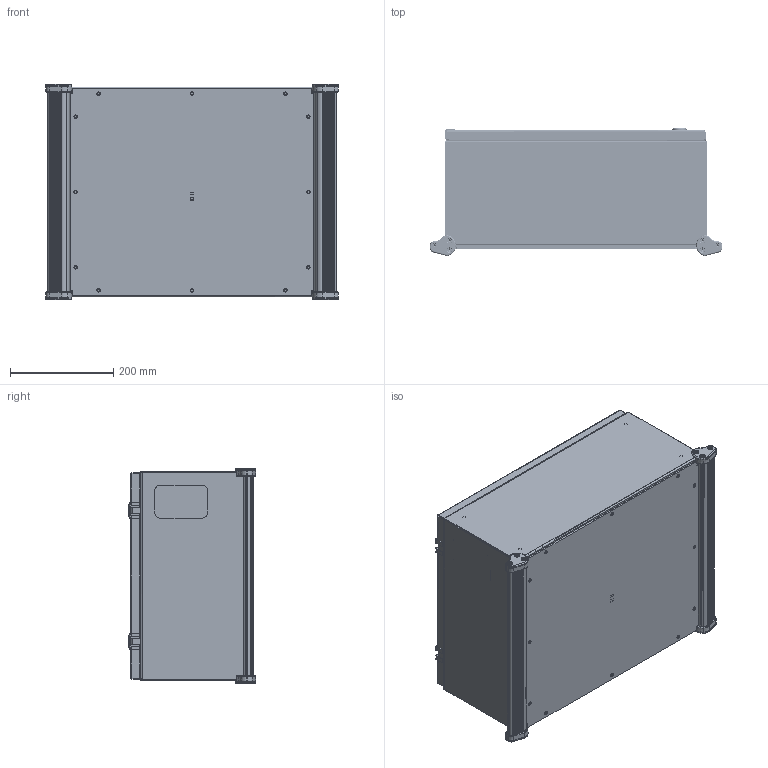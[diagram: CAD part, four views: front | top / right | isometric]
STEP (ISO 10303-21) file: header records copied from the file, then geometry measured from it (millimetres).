
FILE_DESCRIPTION (( 'STEP AP214' ), '1' );
FILE_NAME ('ACE16208LG.STEP', '2025-10-16T16:53:48', ( '' ), ( '' ), 'SwSTEP 2.0', 'SolidWorks 2024', '' );
FILE_SCHEMA (( 'AUTOMOTIVE_DESIGN' ));
Length unit declared in the file: millimetre
Products named in the file (1): ACE16208LG
Bounding box: 566.22 x 246.84 x 416.43 mm (x, y, z)
Volume: 2755846.9 mm3; surface area: 2405783.1 mm2
Topology: 99 solids, 100 shells, 2540 faces, 6475 edges, 4168 vertices
Faces by surface type: plane 1210, cylinder 865, cone 202, bspline 149, torus 98, sphere 16
Full cylindrical faces by diameter (mm): 3.967 x16, 4.039 x4, 4.064 x4, 4.699 x1, 4.826 x24, 4.976 x5, 5.004 x2, 5.2 x12, 5.74 x2, 5.893 x4, 5.944 x16, 5.994 x6, 6.096 x4, 6.35 x17, 6.502 x12, 6.985 x2, 8.382 x4, 9.525 x4, 9.779 x1, 10.319 x4, 10.5 x12, 11.176 x4, 13.335 x2, 15.875 x4, 19.939 x4, 27.94 x2, 50.8 x1
Entity records: 100074 total; most frequent: CARTESIAN_POINT 41799, ORIENTED_EDGE 12294, DIRECTION 10905, EDGE_CURVE 6147, VERTEX_POINT 4075, AXIS2_PLACEMENT_3D 3827, VECTOR 3251, LINE 3251
